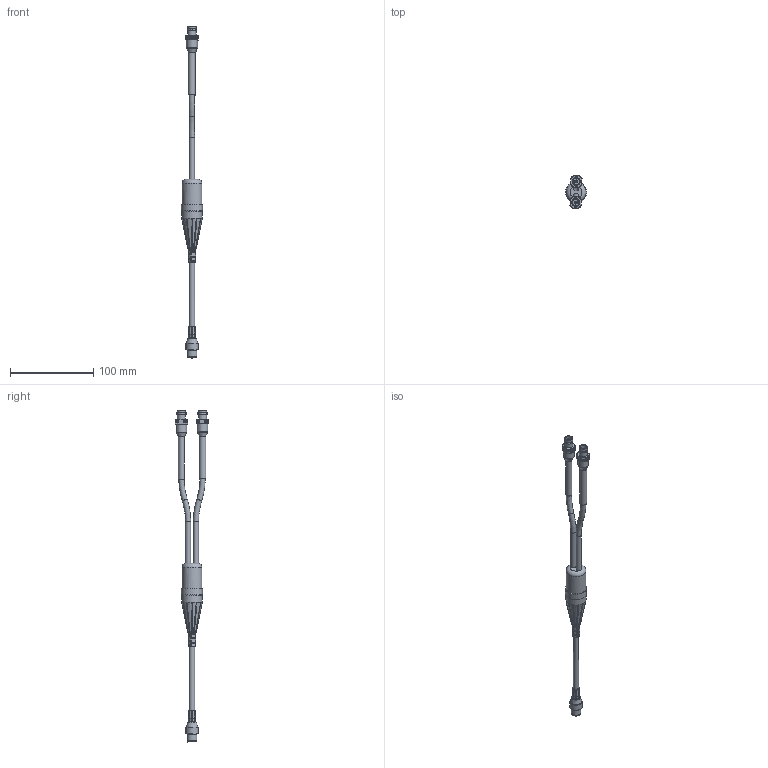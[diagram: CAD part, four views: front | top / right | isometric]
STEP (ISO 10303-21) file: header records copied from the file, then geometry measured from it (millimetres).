
FILE_DESCRIPTION(/* description */ (''),/* implementation_level */ '2;1');
FILE_NAME(/* name */ 'CMX2173.stp',/* time_stamp */ '2017-05-08T12:30:28-04:00',/* author */ ('aneininger'),/* organization */ ('CONNECTION TECHNOLOGY CENTER'),/* preprocessor_version */ 'ST-DEVELOPER v16.5',/* originating_system */ 'Autodesk Inventor 2017',/* authorisation */ '');
FILE_SCHEMA (('CONFIG_CONTROL_DESIGN','AUTOMOTIVE_DESIGN { 1 0 10303 214 3 1 1 }'));
Length unit declared in the file: inch
Products named in the file (1): Part16
Bounding box: 25.35 x 40.63 x 399.35 mm (x, y, z)
Volume: 46747.7 mm3; surface area: 24933.1 mm2
Topology: 1 solids, 7 shells, 832 faces, 2225 edges, 1449 vertices
Faces by surface type: plane 537, cylinder 215, cone 27, bspline 24, torus 21, sphere 8
Full cylindrical faces by diameter (mm): 0.787 x8, 1.27 x10, 1.397 x8, 1.829 x2, 2.032 x4, 2.095 x2, 3.175 x2, 3.614 x2, 6.35 x3, 7.239 x1, 7.797 x2, 8.255 x1, 8.382 x1, 8.433 x1, 8.89 x1, 9.525 x1, 9.652 x4, 9.779 x1, 9.906 x1, 10.16 x2, 10.414 x1, 10.922 x1, 11.836 x1, 12.7 x2, 13.716 x1, 14.58 x1, 16.51 x2, 17.678 x1, 23.876 x1, 24.13 x1
Entity records: 26712 total; most frequent: CARTESIAN_POINT 5573, DIRECTION 4226, ORIENTED_EDGE 4100, EDGE_CURVE 2050, AXIS2_PLACEMENT_3D 1495, VERTEX_POINT 1390, LINE 1236, VECTOR 1236
